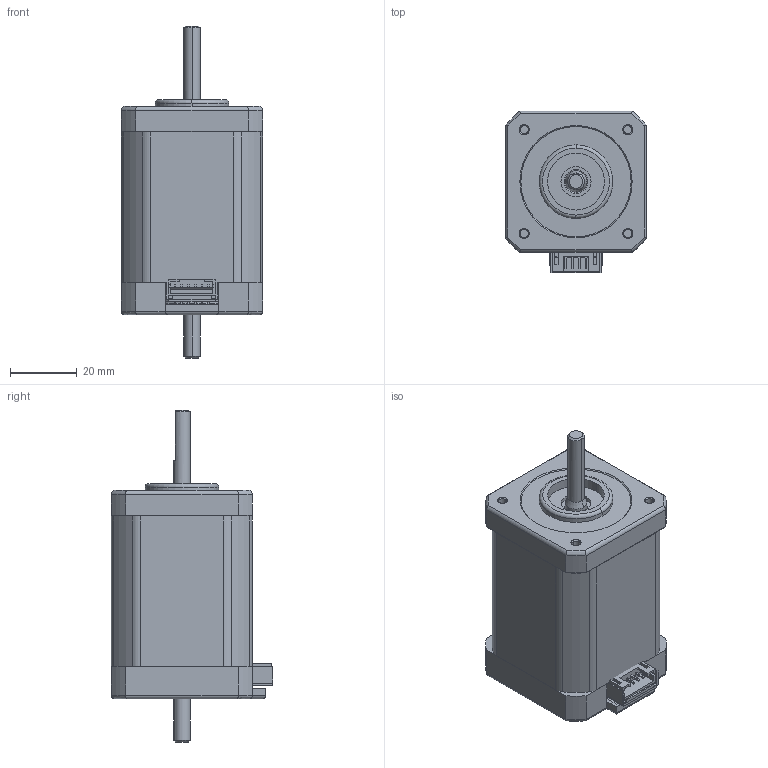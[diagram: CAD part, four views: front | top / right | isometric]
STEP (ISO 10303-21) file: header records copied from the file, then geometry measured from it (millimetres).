
FILE_DESCRIPTION((''),'2;1');
FILE_NAME('4611110026737_ASM','2024-04-17T13:11:24',('ms26442'),(''),'CREO PARAMETRIC BY PTC INC, 2018100','CREO PARAMETRIC BY PTC INC, 2018100','');
FILE_SCHEMA(('CONFIG_CONTROL_DESIGN'));
Products named in the file (28): 4613102100907; 3698153000602; 3698153000590; 4718405003462; 4613104001904_ASM; 4713101000492; 4613103003578_ASM; 4219121302154; 4613106100123_AF0; 4693220000374_AF0; 4613106100123_AF1; 4332101203554_AF0; 4613110000001_AF0; 4613106100123_AF2; 4693220000374_AF1; 4613106100123_AF3; 4613107105352_ASM; 4333201500149; 4333201500044; 4331101000004; 4613108006766_ASM; 4219121302729; 4294440200019_AF0; 4294404000228; 4613153000038_ASM; 3219720000388; 3219720005029; 4611110026737_ASM
Assembly tree (31 placements, depth 5):
  4611110026737_ASM
    4613153000038_ASM
      4613103003578_ASM
        4613104001904_ASM
          4613102100907
          3698153000602
          3698153000590
          4718405003462
        4713101000492
      4219121302154
      4613108006766_ASM
        4613107105352_ASM
          4613106100123_AF0
          4693220000374_AF0
          4613106100123_AF1
          4332101203554_AF0
          4613110000001_AF0
          4613106100123_AF2
          4693220000374_AF1
          4613106100123_AF3
        4333201500149
        4333201500044
        4331101000004  x2
      4219121302729
      4294440200019_AF0
      4294404000228  x4
    3219720000388
    3219720005029
Bounding box: 42.2 x 48.35 x 99.3 mm (x, y, z)
Volume: 78566.3 mm3; surface area: 84922.6 mm2
Topology: 29 solids, 43 shells, 3560 faces, 9882 edges, 6486 vertices
Faces by surface type: plane 1867, cylinder 1537, cone 72, torus 48, extrusion 24, sphere 8, bspline 4
Entity records: 112690 total; most frequent: CARTESIAN_POINT 21188, DIRECTION 19486, ORIENTED_EDGE 19108, EDGE_CURVE 9568, AXIS2_PLACEMENT_3D 6688, VERTEX_POINT 6282, VECTOR 6110, LINE 6086
